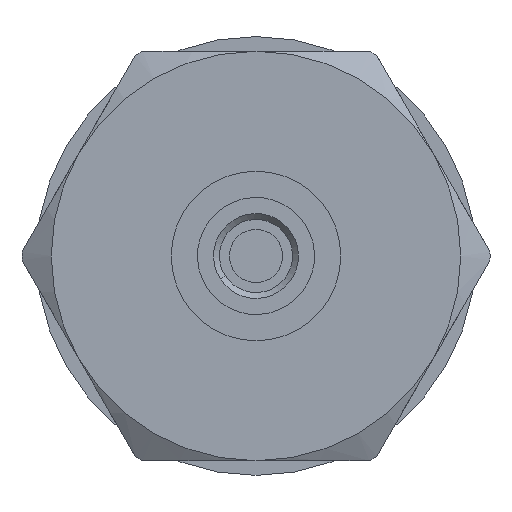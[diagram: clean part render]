
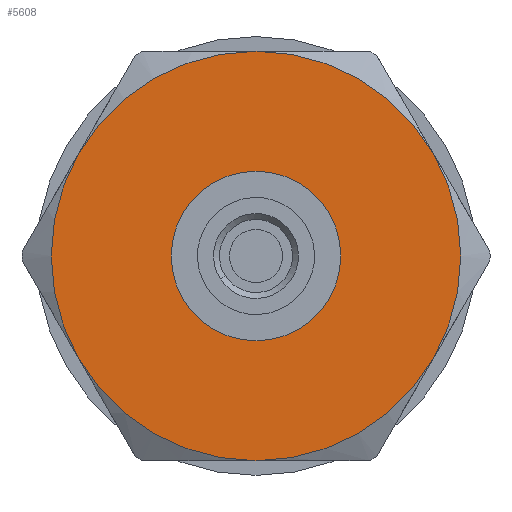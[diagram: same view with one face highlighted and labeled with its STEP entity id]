
A CAD part, left-side view. The second image highlights one B-rep face of the part: STEP entity #5608.
In plain terms, the highlighted planar face has unit normal (-1, 0, 0).
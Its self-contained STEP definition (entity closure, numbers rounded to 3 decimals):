
#16 = FACE_OUTER_BOUND ( 'NONE', #4513, .T. ) ;
#20 = CARTESIAN_POINT ( 'NONE',  ( -13.1, 3.031, 1.75 ) ) ;
#77 = CARTESIAN_POINT ( 'NONE',  ( -13.1, 0., 0. ) ) ;
#89 = EDGE_CURVE ( 'NONE', #8058, #2487, #3957, .T. ) ;
#217 = CARTESIAN_POINT ( 'NONE',  ( -13.1, 0., 0. ) ) ;
#258 = EDGE_CURVE ( 'NONE', #6383, #4086, #5361, .T. ) ;
#287 = AXIS2_PLACEMENT_3D ( 'NONE', #6535, #1274, #7740 ) ;
#688 = DIRECTION ( 'NONE',  ( -1., 0., 0. ) ) ;
#690 = DIRECTION ( 'NONE',  ( 0., 0., -1. ) ) ;
#751 = AXIS2_PLACEMENT_3D ( 'NONE', #1067, #5001, #1818 ) ;
#1067 = CARTESIAN_POINT ( 'NONE',  ( -13.1, 0., 0. ) ) ;
#1081 = DIRECTION ( 'NONE',  ( 0., 0., 1. ) ) ;
#1192 = CARTESIAN_POINT ( 'NONE',  ( -13.1, 0., 3.5 ) ) ;
#1274 = DIRECTION ( 'NONE',  ( -1., 0., 0. ) ) ;
#1497 = ORIENTED_EDGE ( 'NONE', *, *, #89, .T. ) ;
#1544 = CIRCLE ( 'NONE', #3151, 3.5 ) ;
#1818 = DIRECTION ( 'NONE',  ( 0., 0., 1. ) ) ;
#1873 = CIRCLE ( 'NONE', #2952, 1.45 ) ;
#1877 = EDGE_CURVE ( 'NONE', #5077, #8058, #3983, .T. ) ;
#1898 = CARTESIAN_POINT ( 'NONE',  ( -13.1, 0., 1.45 ) ) ;
#2234 = AXIS2_PLACEMENT_3D ( 'NONE', #2473, #7458, #1081 ) ;
#2355 = ORIENTED_EDGE ( 'NONE', *, *, #2925, .T. ) ;
#2403 = ORIENTED_EDGE ( 'NONE', *, *, #258, .F. ) ;
#2473 = CARTESIAN_POINT ( 'NONE',  ( -13.1, 0., 0. ) ) ;
#2487 = VERTEX_POINT ( 'NONE', #4602 ) ;
#2764 = DIRECTION ( 'NONE',  ( -1., 0., 0. ) ) ;
#2852 = ORIENTED_EDGE ( 'NONE', *, *, #3625, .T. ) ;
#2896 = CARTESIAN_POINT ( 'NONE',  ( -13.1, 0., -1.45 ) ) ;
#2899 = AXIS2_PLACEMENT_3D ( 'NONE', #6395, #688, #7047 ) ;
#2925 = EDGE_CURVE ( 'NONE', #8030, #7636, #5209, .T. ) ;
#2952 = AXIS2_PLACEMENT_3D ( 'NONE', #7466, #4034, #7860 ) ;
#3151 = AXIS2_PLACEMENT_3D ( 'NONE', #217, #2764, #4686 ) ;
#3158 = ORIENTED_EDGE ( 'NONE', *, *, #3413, .F. ) ;
#3413 = EDGE_CURVE ( 'NONE', #4086, #6383, #1873, .T. ) ;
#3625 = EDGE_CURVE ( 'NONE', #5224, #8030, #1544, .T. ) ;
#3698 = CARTESIAN_POINT ( 'NONE',  ( -13.1, -3.031, -1.75 ) ) ;
#3941 = CARTESIAN_POINT ( 'NONE',  ( -13.1, 3.5, 0. ) ) ;
#3957 = CIRCLE ( 'NONE', #2234, 3.5 ) ;
#3983 = CIRCLE ( 'NONE', #5729, 3.5 ) ;
#4034 = DIRECTION ( 'NONE',  ( -1., 0., 0. ) ) ;
#4060 = EDGE_CURVE ( 'NONE', #2487, #5224, #4354, .T. ) ;
#4086 = VERTEX_POINT ( 'NONE', #1898 ) ;
#4354 = CIRCLE ( 'NONE', #751, 3.5 ) ;
#4425 = AXIS2_PLACEMENT_3D ( 'NONE', #77, #6378, #7071 ) ;
#4426 = CARTESIAN_POINT ( 'NONE',  ( -13.1, -3.031, 1.75 ) ) ;
#4513 = EDGE_LOOP ( 'NONE', ( #5727, #2852, #2355, #7383, #6640, #1497 ) ) ;
#4532 = DIRECTION ( 'NONE',  ( -1., 0., 0. ) ) ;
#4553 = EDGE_CURVE ( 'NONE', #7636, #5077, #4624, .T. ) ;
#4602 = CARTESIAN_POINT ( 'NONE',  ( -13.1, 3.031, -1.75 ) ) ;
#4612 = DIRECTION ( 'NONE',  ( 1., 0., 0. ) ) ;
#4624 = CIRCLE ( 'NONE', #2899, 3.5 ) ;
#4657 = FACE_BOUND ( 'NONE', #4778, .T. ) ;
#4686 = DIRECTION ( 'NONE',  ( 0., 0., 1. ) ) ;
#4778 = EDGE_LOOP ( 'NONE', ( #3158, #2403 ) ) ;
#5001 = DIRECTION ( 'NONE',  ( -1., 0., 0. ) ) ;
#5077 = VERTEX_POINT ( 'NONE', #1192 ) ;
#5209 = CIRCLE ( 'NONE', #287, 3.5 ) ;
#5224 = VERTEX_POINT ( 'NONE', #5884 ) ;
#5237 = CARTESIAN_POINT ( 'NONE',  ( -13.1, 0., 0. ) ) ;
#5361 = CIRCLE ( 'NONE', #4425, 1.45 ) ;
#5608 = ADVANCED_FACE ( 'NONE', ( #4657, #16 ), #6438, .F. ) ;
#5727 = ORIENTED_EDGE ( 'NONE', *, *, #4060, .T. ) ;
#5729 = AXIS2_PLACEMENT_3D ( 'NONE', #5237, #4532, #7050 ) ;
#5884 = CARTESIAN_POINT ( 'NONE',  ( -13.1, 0., -3.5 ) ) ;
#6378 = DIRECTION ( 'NONE',  ( -1., 0., 0. ) ) ;
#6383 = VERTEX_POINT ( 'NONE', #2896 ) ;
#6395 = CARTESIAN_POINT ( 'NONE',  ( -13.1, 0., 0. ) ) ;
#6438 = PLANE ( 'NONE',  #6493 ) ;
#6493 = AXIS2_PLACEMENT_3D ( 'NONE', #3941, #4612, #690 ) ;
#6535 = CARTESIAN_POINT ( 'NONE',  ( -13.1, 0., 0. ) ) ;
#6640 = ORIENTED_EDGE ( 'NONE', *, *, #1877, .T. ) ;
#7047 = DIRECTION ( 'NONE',  ( 0., 0., 1. ) ) ;
#7050 = DIRECTION ( 'NONE',  ( 0., 0., 1. ) ) ;
#7071 = DIRECTION ( 'NONE',  ( 0., 0., -1. ) ) ;
#7383 = ORIENTED_EDGE ( 'NONE', *, *, #4553, .T. ) ;
#7458 = DIRECTION ( 'NONE',  ( -1., 0., 0. ) ) ;
#7466 = CARTESIAN_POINT ( 'NONE',  ( -13.1, 0., 0. ) ) ;
#7636 = VERTEX_POINT ( 'NONE', #4426 ) ;
#7740 = DIRECTION ( 'NONE',  ( 0., 0., 1. ) ) ;
#7860 = DIRECTION ( 'NONE',  ( 0., 0., -1. ) ) ;
#8030 = VERTEX_POINT ( 'NONE', #3698 ) ;
#8058 = VERTEX_POINT ( 'NONE', #20 ) ;
